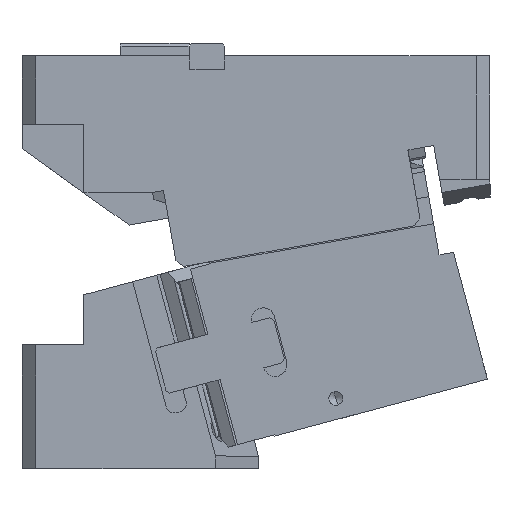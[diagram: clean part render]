
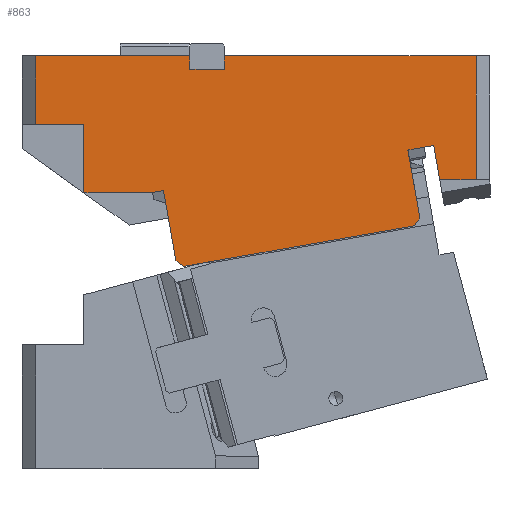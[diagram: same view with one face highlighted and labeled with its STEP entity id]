
A CAD part, front view. The second image highlights one B-rep face of the part: STEP entity #863.
In plain terms, the highlighted planar face has unit normal (0, -1, 0).
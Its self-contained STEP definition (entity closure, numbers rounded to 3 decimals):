
#204=CARTESIAN_POINT('Vertex',(-142.073,-90.,175.356)) ;
#207=CARTESIAN_POINT('Line Origine',(-166.037,-90.,175.356)) ;
#211=CARTESIAN_POINT('Vertex',(-190.,-90.,175.356)) ;
#694=CARTESIAN_POINT('Line Origine',(-190.,-90.,200.178)) ;
#698=CARTESIAN_POINT('Vertex',(-190.,-90.,225.)) ;
#720=CARTESIAN_POINT('Axis2P3D Location',(-235.,-90.,225.)) ;
#725=CARTESIAN_POINT('Line Origine',(54.725,-90.,208.135)) ;
#729=CARTESIAN_POINT('Vertex',(45.369,-90.,206.486)) ;
#731=CARTESIAN_POINT('Vertex',(64.08,-90.,209.785)) ;
#734=CARTESIAN_POINT('Line Origine',(66.265,-90.,197.393)) ;
#738=CARTESIAN_POINT('Vertex',(68.451,-90.,185.)) ;
#741=CARTESIAN_POINT('Line Origine',(81.725,-90.,185.)) ;
#745=CARTESIAN_POINT('Vertex',(95.,-90.,185.)) ;
#748=CARTESIAN_POINT('Line Origine',(95.,-90.,230.)) ;
#752=CARTESIAN_POINT('Vertex',(95.,-90.,275.)) ;
#755=CARTESIAN_POINT('Line Origine',(3.5,-90.,275.)) ;
#759=CARTESIAN_POINT('Vertex',(-88.,-90.,275.)) ;
#762=CARTESIAN_POINT('Line Origine',(-88.,-90.,270.)) ;
#766=CARTESIAN_POINT('Vertex',(-88.,-90.,265.)) ;
#769=CARTESIAN_POINT('Line Origine',(-100.5,-90.,265.)) ;
#773=CARTESIAN_POINT('Vertex',(-113.,-90.,265.)) ;
#776=CARTESIAN_POINT('Line Origine',(-113.,-90.,270.)) ;
#780=CARTESIAN_POINT('Vertex',(-113.,-90.,275.)) ;
#783=CARTESIAN_POINT('Line Origine',(-169.,-90.,275.)) ;
#787=CARTESIAN_POINT('Vertex',(-225.,-90.,275.)) ;
#790=CARTESIAN_POINT('Line Origine',(-225.,-90.,250.)) ;
#794=CARTESIAN_POINT('Vertex',(-225.,-90.,225.)) ;
#797=CARTESIAN_POINT('Line Origine',(-207.5,-90.,225.)) ;
#802=CARTESIAN_POINT('Line Origine',(-137.149,-90.,176.224)) ;
#806=CARTESIAN_POINT('Vertex',(-132.225,-90.,177.092)) ;
#809=CARTESIAN_POINT('Line Origine',(-127.72,-90.,151.541)) ;
#813=CARTESIAN_POINT('Vertex',(-123.214,-90.,125.989)) ;
#816=CARTESIAN_POINT('Line Origine',(-120.318,-90.,123.961)) ;
#820=CARTESIAN_POINT('Vertex',(-117.422,-90.,121.933)) ;
#823=CARTESIAN_POINT('Line Origine',(-33.713,-90.,136.693)) ;
#827=CARTESIAN_POINT('Vertex',(49.996,-90.,151.453)) ;
#830=CARTESIAN_POINT('Line Origine',(52.023,-90.,154.349)) ;
#834=CARTESIAN_POINT('Vertex',(54.051,-90.,157.245)) ;
#837=CARTESIAN_POINT('Line Origine',(49.71,-90.,181.865)) ;
#208=DIRECTION('Vector Direction',(-1.,0.,0.)) ;
#695=DIRECTION('Vector Direction',(0.,0.,-1.)) ;
#721=DIRECTION('Axis2P3D Direction',(0.,1.,0.)) ;
#722=DIRECTION('Axis2P3D XDirection',(-1.,0.,0.)) ;
#726=DIRECTION('Vector Direction',(0.985,0.,0.174)) ;
#735=DIRECTION('Vector Direction',(0.174,0.,-0.985)) ;
#742=DIRECTION('Vector Direction',(1.,0.,0.)) ;
#749=DIRECTION('Vector Direction',(0.,0.,1.)) ;
#756=DIRECTION('Vector Direction',(-1.,0.,0.)) ;
#763=DIRECTION('Vector Direction',(0.,0.,1.)) ;
#770=DIRECTION('Vector Direction',(1.,0.,0.)) ;
#777=DIRECTION('Vector Direction',(0.,0.,1.)) ;
#784=DIRECTION('Vector Direction',(-1.,0.,0.)) ;
#791=DIRECTION('Vector Direction',(0.,0.,-1.)) ;
#798=DIRECTION('Vector Direction',(1.,0.,0.)) ;
#803=DIRECTION('Vector Direction',(-0.985,0.,-0.174)) ;
#810=DIRECTION('Vector Direction',(-0.174,0.,0.985)) ;
#817=DIRECTION('Vector Direction',(0.819,0.,-0.574)) ;
#824=DIRECTION('Vector Direction',(-0.985,0.,-0.174)) ;
#831=DIRECTION('Vector Direction',(-0.574,0.,-0.819)) ;
#838=DIRECTION('Vector Direction',(-0.174,0.,0.985)) ;
#723=AXIS2_PLACEMENT_3D('Plane Axis2P3D',#720,#721,#722) ;
#843=ORIENTED_EDGE('',*,*,#733,.T.) ;
#844=ORIENTED_EDGE('',*,*,#740,.T.) ;
#845=ORIENTED_EDGE('',*,*,#747,.T.) ;
#846=ORIENTED_EDGE('',*,*,#754,.T.) ;
#847=ORIENTED_EDGE('',*,*,#761,.T.) ;
#848=ORIENTED_EDGE('',*,*,#768,.F.) ;
#849=ORIENTED_EDGE('',*,*,#775,.F.) ;
#850=ORIENTED_EDGE('',*,*,#782,.T.) ;
#851=ORIENTED_EDGE('',*,*,#789,.T.) ;
#852=ORIENTED_EDGE('',*,*,#796,.T.) ;
#853=ORIENTED_EDGE('',*,*,#801,.T.) ;
#854=ORIENTED_EDGE('',*,*,#700,.T.) ;
#855=ORIENTED_EDGE('',*,*,#213,.F.) ;
#856=ORIENTED_EDGE('',*,*,#808,.F.) ;
#857=ORIENTED_EDGE('',*,*,#815,.F.) ;
#858=ORIENTED_EDGE('',*,*,#822,.T.) ;
#859=ORIENTED_EDGE('',*,*,#829,.F.) ;
#860=ORIENTED_EDGE('',*,*,#836,.F.) ;
#861=ORIENTED_EDGE('',*,*,#841,.T.) ;
#209=VECTOR('Line Direction',#208,1.) ;
#696=VECTOR('Line Direction',#695,1.) ;
#727=VECTOR('Line Direction',#726,1.) ;
#736=VECTOR('Line Direction',#735,1.) ;
#743=VECTOR('Line Direction',#742,1.) ;
#750=VECTOR('Line Direction',#749,1.) ;
#757=VECTOR('Line Direction',#756,1.) ;
#764=VECTOR('Line Direction',#763,1.) ;
#771=VECTOR('Line Direction',#770,1.) ;
#778=VECTOR('Line Direction',#777,1.) ;
#785=VECTOR('Line Direction',#784,1.) ;
#792=VECTOR('Line Direction',#791,1.) ;
#799=VECTOR('Line Direction',#798,1.) ;
#804=VECTOR('Line Direction',#803,1.) ;
#811=VECTOR('Line Direction',#810,1.) ;
#818=VECTOR('Line Direction',#817,1.) ;
#825=VECTOR('Line Direction',#824,1.) ;
#832=VECTOR('Line Direction',#831,1.) ;
#839=VECTOR('Line Direction',#838,1.) ;
#863=ADVANCED_FACE('CAM HOLDER',(#862),#724,.F.) ;
#213=EDGE_CURVE('',#205,#212,#210,.T.) ;
#700=EDGE_CURVE('',#699,#212,#697,.T.) ;
#733=EDGE_CURVE('',#730,#732,#728,.T.) ;
#740=EDGE_CURVE('',#732,#739,#737,.T.) ;
#747=EDGE_CURVE('',#739,#746,#744,.T.) ;
#754=EDGE_CURVE('',#746,#753,#751,.T.) ;
#761=EDGE_CURVE('',#753,#760,#758,.T.) ;
#768=EDGE_CURVE('',#767,#760,#765,.T.) ;
#775=EDGE_CURVE('',#774,#767,#772,.T.) ;
#782=EDGE_CURVE('',#774,#781,#779,.T.) ;
#789=EDGE_CURVE('',#781,#788,#786,.T.) ;
#796=EDGE_CURVE('',#788,#795,#793,.T.) ;
#801=EDGE_CURVE('',#795,#699,#800,.T.) ;
#808=EDGE_CURVE('',#807,#205,#805,.T.) ;
#815=EDGE_CURVE('',#814,#807,#812,.T.) ;
#822=EDGE_CURVE('',#814,#821,#819,.T.) ;
#829=EDGE_CURVE('',#828,#821,#826,.T.) ;
#836=EDGE_CURVE('',#835,#828,#833,.T.) ;
#841=EDGE_CURVE('',#835,#730,#840,.T.) ;
#842=EDGE_LOOP('',(#843,#844,#845,#846,#847,#848,#849,#850,#851,#852,#853,#854,#855,#856,#857,#858,#859,#860,#861)) ;
#862=FACE_OUTER_BOUND('',#842,.T.) ;
#210=LINE('Line',#207,#209) ;
#697=LINE('Line',#694,#696) ;
#728=LINE('Line',#725,#727) ;
#737=LINE('Line',#734,#736) ;
#744=LINE('Line',#741,#743) ;
#751=LINE('Line',#748,#750) ;
#758=LINE('Line',#755,#757) ;
#765=LINE('Line',#762,#764) ;
#772=LINE('Line',#769,#771) ;
#779=LINE('Line',#776,#778) ;
#786=LINE('Line',#783,#785) ;
#793=LINE('Line',#790,#792) ;
#800=LINE('Line',#797,#799) ;
#805=LINE('Line',#802,#804) ;
#812=LINE('Line',#809,#811) ;
#819=LINE('Line',#816,#818) ;
#826=LINE('Line',#823,#825) ;
#833=LINE('Line',#830,#832) ;
#840=LINE('Line',#837,#839) ;
#724=PLANE('Plane',#723) ;
#205=VERTEX_POINT('',#204) ;
#212=VERTEX_POINT('',#211) ;
#699=VERTEX_POINT('',#698) ;
#730=VERTEX_POINT('',#729) ;
#732=VERTEX_POINT('',#731) ;
#739=VERTEX_POINT('',#738) ;
#746=VERTEX_POINT('',#745) ;
#753=VERTEX_POINT('',#752) ;
#760=VERTEX_POINT('',#759) ;
#767=VERTEX_POINT('',#766) ;
#774=VERTEX_POINT('',#773) ;
#781=VERTEX_POINT('',#780) ;
#788=VERTEX_POINT('',#787) ;
#795=VERTEX_POINT('',#794) ;
#807=VERTEX_POINT('',#806) ;
#814=VERTEX_POINT('',#813) ;
#821=VERTEX_POINT('',#820) ;
#828=VERTEX_POINT('',#827) ;
#835=VERTEX_POINT('',#834) ;
